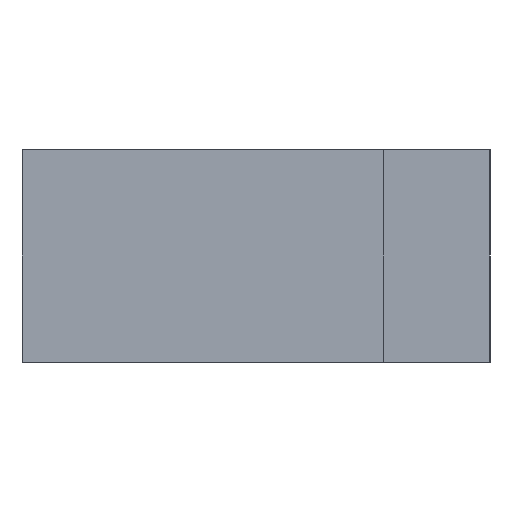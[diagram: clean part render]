
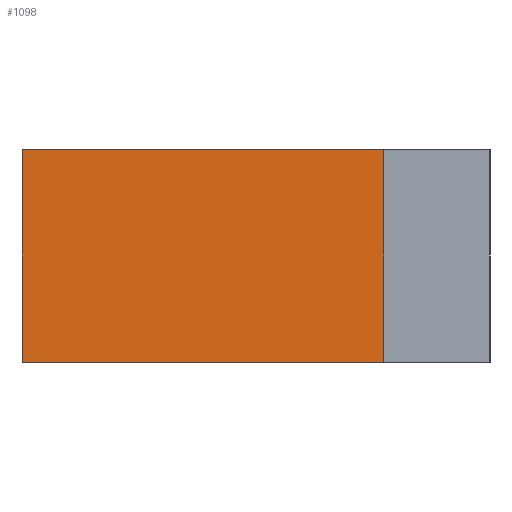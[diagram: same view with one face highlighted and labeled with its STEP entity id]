
A CAD part, left-side view. The second image highlights one B-rep face of the part: STEP entity #1098.
In plain terms, the highlighted planar face has unit normal (-1, 0, 0).
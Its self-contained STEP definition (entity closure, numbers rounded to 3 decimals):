
#232 = PLANE('',#233);
#233 = AXIS2_PLACEMENT_3D('',#234,#235,#236);
#234 = CARTESIAN_POINT('',(0.,-1.094,2.));
#235 = DIRECTION('',(0.,0.,1.));
#236 = DIRECTION('',(1.,0.,0.));
#286 = PLANE('',#287);
#287 = AXIS2_PLACEMENT_3D('',#288,#289,#290);
#288 = CARTESIAN_POINT('',(0.,-1.094,0.));
#289 = DIRECTION('',(0.,0.,1.));
#290 = DIRECTION('',(1.,0.,0.));
#595 = PLANE('',#596);
#596 = AXIS2_PLACEMENT_3D('',#597,#598,#599);
#597 = CARTESIAN_POINT('',(-7.25,-2.2,0.));
#598 = DIRECTION('',(0.,-1.,0.));
#599 = DIRECTION('',(-1.,0.,0.));
#712 = VERTEX_POINT('',#713);
#713 = CARTESIAN_POINT('',(-7.25,1.2,0.));
#727 = PLANE('',#728);
#728 = AXIS2_PLACEMENT_3D('',#729,#730,#731);
#729 = CARTESIAN_POINT('',(7.25,1.2,0.));
#730 = DIRECTION('',(0.,-1.,0.));
#731 = DIRECTION('',(-1.,0.,0.));
#739 = EDGE_CURVE('',#712,#740,#742,.T.);
#740 = VERTEX_POINT('',#741);
#741 = CARTESIAN_POINT('',(-7.25,-2.2,0.));
#742 = SURFACE_CURVE('',#743,(#747,#754),.PCURVE_S1.);
#743 = LINE('',#744,#745);
#744 = CARTESIAN_POINT('',(-7.25,1.2,0.));
#745 = VECTOR('',#746,1.);
#746 = DIRECTION('',(0.,-1.,0.));
#747 = PCURVE('',#286,#748);
#748 = DEFINITIONAL_REPRESENTATION('',(#749),#753);
#749 = LINE('',#750,#751);
#750 = CARTESIAN_POINT('',(-7.25,2.294));
#751 = VECTOR('',#752,1.);
#752 = DIRECTION('',(0.,-1.));
#753 = ( GEOMETRIC_REPRESENTATION_CONTEXT(2) 
PARAMETRIC_REPRESENTATION_CONTEXT() REPRESENTATION_CONTEXT('2D SPACE',''
  ) );
#754 = PCURVE('',#755,#760);
#755 = PLANE('',#756);
#756 = AXIS2_PLACEMENT_3D('',#757,#758,#759);
#757 = CARTESIAN_POINT('',(-7.25,1.2,0.));
#758 = DIRECTION('',(1.,0.,0.));
#759 = DIRECTION('',(0.,-1.,0.));
#760 = DEFINITIONAL_REPRESENTATION('',(#761),#765);
#761 = LINE('',#762,#763);
#762 = CARTESIAN_POINT('',(0.,0.));
#763 = VECTOR('',#764,1.);
#764 = DIRECTION('',(1.,0.));
#765 = ( GEOMETRIC_REPRESENTATION_CONTEXT(2) 
PARAMETRIC_REPRESENTATION_CONTEXT() REPRESENTATION_CONTEXT('2D SPACE',''
  ) );
#863 = VERTEX_POINT('',#864);
#864 = CARTESIAN_POINT('',(-7.25,1.2,2.));
#885 = EDGE_CURVE('',#863,#886,#888,.T.);
#886 = VERTEX_POINT('',#887);
#887 = CARTESIAN_POINT('',(-7.25,-2.2,2.));
#888 = SURFACE_CURVE('',#889,(#893,#900),.PCURVE_S1.);
#889 = LINE('',#890,#891);
#890 = CARTESIAN_POINT('',(-7.25,1.2,2.));
#891 = VECTOR('',#892,1.);
#892 = DIRECTION('',(0.,-1.,0.));
#893 = PCURVE('',#232,#894);
#894 = DEFINITIONAL_REPRESENTATION('',(#895),#899);
#895 = LINE('',#896,#897);
#896 = CARTESIAN_POINT('',(-7.25,2.294));
#897 = VECTOR('',#898,1.);
#898 = DIRECTION('',(0.,-1.));
#899 = ( GEOMETRIC_REPRESENTATION_CONTEXT(2) 
PARAMETRIC_REPRESENTATION_CONTEXT() REPRESENTATION_CONTEXT('2D SPACE',''
  ) );
#900 = PCURVE('',#755,#901);
#901 = DEFINITIONAL_REPRESENTATION('',(#902),#906);
#902 = LINE('',#903,#904);
#903 = CARTESIAN_POINT('',(0.,-2.));
#904 = VECTOR('',#905,1.);
#905 = DIRECTION('',(1.,0.));
#906 = ( GEOMETRIC_REPRESENTATION_CONTEXT(2) 
PARAMETRIC_REPRESENTATION_CONTEXT() REPRESENTATION_CONTEXT('2D SPACE',''
  ) );
#994 = EDGE_CURVE('',#740,#886,#995,.T.);
#995 = SURFACE_CURVE('',#996,(#1000,#1007),.PCURVE_S1.);
#996 = LINE('',#997,#998);
#997 = CARTESIAN_POINT('',(-7.25,-2.2,0.));
#998 = VECTOR('',#999,1.);
#999 = DIRECTION('',(0.,0.,1.));
#1000 = PCURVE('',#595,#1001);
#1001 = DEFINITIONAL_REPRESENTATION('',(#1002),#1006);
#1002 = LINE('',#1003,#1004);
#1003 = CARTESIAN_POINT('',(0.,-0.));
#1004 = VECTOR('',#1005,1.);
#1005 = DIRECTION('',(0.,-1.));
#1006 = ( GEOMETRIC_REPRESENTATION_CONTEXT(2) 
PARAMETRIC_REPRESENTATION_CONTEXT() REPRESENTATION_CONTEXT('2D SPACE',''
  ) );
#1007 = PCURVE('',#755,#1008);
#1008 = DEFINITIONAL_REPRESENTATION('',(#1009),#1013);
#1009 = LINE('',#1010,#1011);
#1010 = CARTESIAN_POINT('',(3.4,0.));
#1011 = VECTOR('',#1012,1.);
#1012 = DIRECTION('',(0.,-1.));
#1013 = ( GEOMETRIC_REPRESENTATION_CONTEXT(2) 
PARAMETRIC_REPRESENTATION_CONTEXT() REPRESENTATION_CONTEXT('2D SPACE',''
  ) );
#1077 = EDGE_CURVE('',#712,#863,#1078,.T.);
#1078 = SURFACE_CURVE('',#1079,(#1083,#1090),.PCURVE_S1.);
#1079 = LINE('',#1080,#1081);
#1080 = CARTESIAN_POINT('',(-7.25,1.2,0.));
#1081 = VECTOR('',#1082,1.);
#1082 = DIRECTION('',(0.,0.,1.));
#1083 = PCURVE('',#727,#1084);
#1084 = DEFINITIONAL_REPRESENTATION('',(#1085),#1089);
#1085 = LINE('',#1086,#1087);
#1086 = CARTESIAN_POINT('',(14.5,0.));
#1087 = VECTOR('',#1088,1.);
#1088 = DIRECTION('',(0.,-1.));
#1089 = ( GEOMETRIC_REPRESENTATION_CONTEXT(2) 
PARAMETRIC_REPRESENTATION_CONTEXT() REPRESENTATION_CONTEXT('2D SPACE',''
  ) );
#1090 = PCURVE('',#755,#1091);
#1091 = DEFINITIONAL_REPRESENTATION('',(#1092),#1096);
#1092 = LINE('',#1093,#1094);
#1093 = CARTESIAN_POINT('',(0.,0.));
#1094 = VECTOR('',#1095,1.);
#1095 = DIRECTION('',(0.,-1.));
#1096 = ( GEOMETRIC_REPRESENTATION_CONTEXT(2) 
PARAMETRIC_REPRESENTATION_CONTEXT() REPRESENTATION_CONTEXT('2D SPACE',''
  ) );
#1098 = ADVANCED_FACE('',(#1099),#755,.F.);
#1099 = FACE_BOUND('',#1100,.F.);
#1100 = EDGE_LOOP('',(#1101,#1102,#1103,#1104));
#1101 = ORIENTED_EDGE('',*,*,#1077,.T.);
#1102 = ORIENTED_EDGE('',*,*,#885,.T.);
#1103 = ORIENTED_EDGE('',*,*,#994,.F.);
#1104 = ORIENTED_EDGE('',*,*,#739,.F.);
